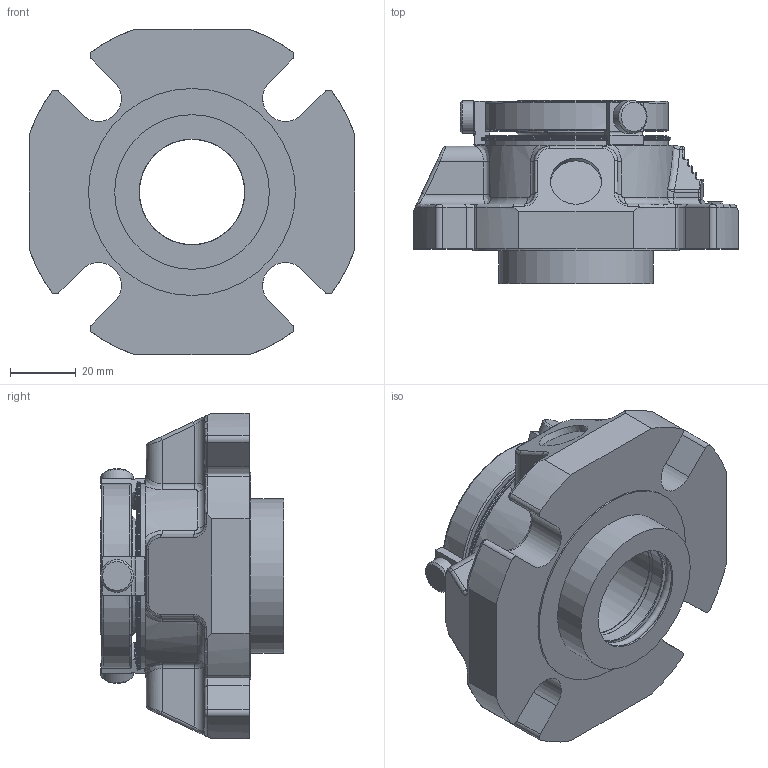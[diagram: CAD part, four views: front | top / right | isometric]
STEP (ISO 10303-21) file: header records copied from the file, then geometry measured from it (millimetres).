
FILE_DESCRIPTION(/* description */ ('Unknown'),/* implementation_level */ '2;1');
FILE_NAME(/* name */ '32mm SMSS SEAL ARRANGEMENT',/* time_stamp */ '2023-05-05T12:43:25+01:00',/* author */ ('Unknown'),/* organization */ ('Unknown'),/* preprocessor_version */ 'ST-DEVELOPER v18.102',/* originating_system */ 'Solid Edge',/* authorisation */ 'Unknown');
FILE_SCHEMA (('AUTOMOTIVE_DESIGN {1 0 10303 214 3 1 1}'));
Length unit declared in the file: millimetre
Products named in the file (1): 32mm
Bounding box: 99.06 x 55.73 x 99.06 mm (x, y, z)
Volume: 179013 mm3; surface area: 39336.8 mm2
Topology: 1 solids, 1 shells, 524 faces, 1302 edges, 798 vertices
Faces by surface type: cylinder 217, plane 156, torus 67, bspline 49, sphere 18, cone 17
Full cylindrical faces by diameter (mm): 3.118 x1, 10 x3, 15.5 x2, 32.004 x2, 32.102 x3, 32.356 x1, 34.388 x1, 36.271 x1, 36.445 x2, 47.066 x1, 56.159 x3, 57.683 x1, 63 x1
Entity records: 15965 total; most frequent: CARTESIAN_POINT 3780, DIRECTION 2613, ORIENTED_EDGE 2488, EDGE_CURVE 1244, AXIS2_PLACEMENT_3D 1037, VERTEX_POINT 781, EDGE_LOOP 603, FACE_BOUND 603
